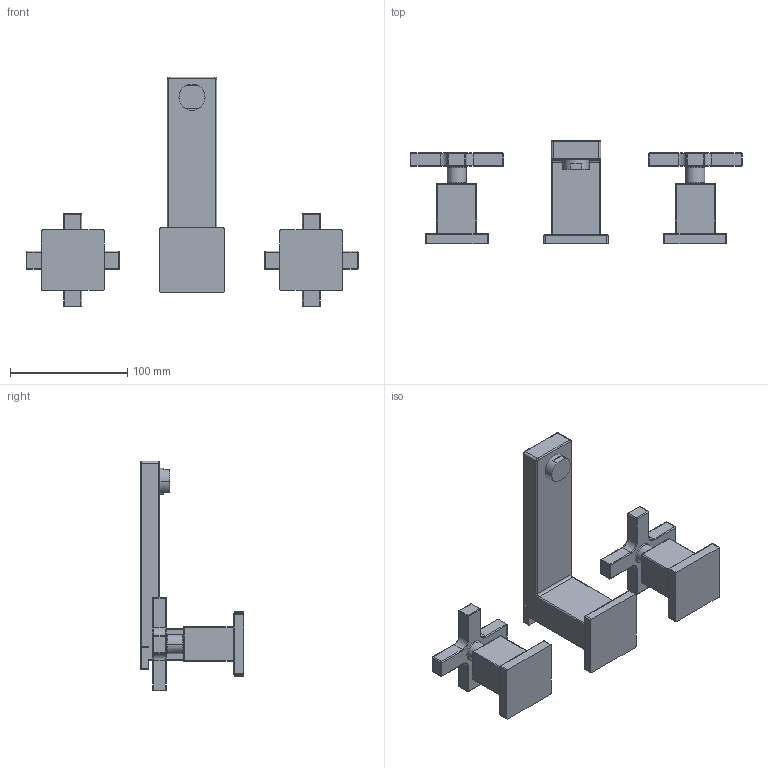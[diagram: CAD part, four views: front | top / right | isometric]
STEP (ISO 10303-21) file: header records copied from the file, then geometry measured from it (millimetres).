
FILE_DESCRIPTION((''),'2;1');
FILE_NAME('2990_ASM','2020-11-30T11:02:30',('jinson.thomas'),(''),'CREO PARAMETRIC BY PTC INC, 2018400','CREO PARAMETRIC BY PTC INC, 2018400','');
FILE_SCHEMA(('CONFIG_CONTROL_DESIGN'));
Length unit declared in the file: inch
Products named in the file (4): MSBR-3_1; MSBR-2; MSBR-1; 2990_ASM
Assembly tree (3 placements, depth 2):
  2990_ASM
    MSBR-3_1
    MSBR-2
    MSBR-1
Bounding box: 282.96 x 87.88 x 196.01 mm (x, y, z)
Volume: 413940 mm3; surface area: 78733.4 mm2
Topology: 3 solids, 3 shells, 296 faces, 676 edges, 358 vertices
Faces by surface type: cylinder 140, plane 76, sphere 54, torus 23, bspline 3
Entity records: 8057 total; most frequent: DIRECTION 1560, CARTESIAN_POINT 1344, ORIENTED_EDGE 1276, EDGE_CURVE 638, AXIS2_PLACEMENT_3D 622, VERTEX_POINT 358, CIRCLE 322, VECTOR 316
